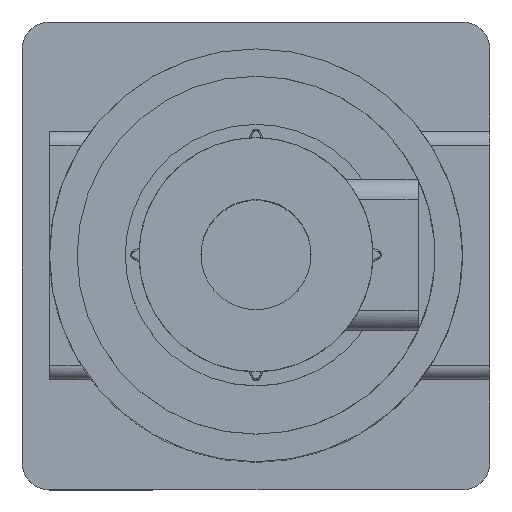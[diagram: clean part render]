
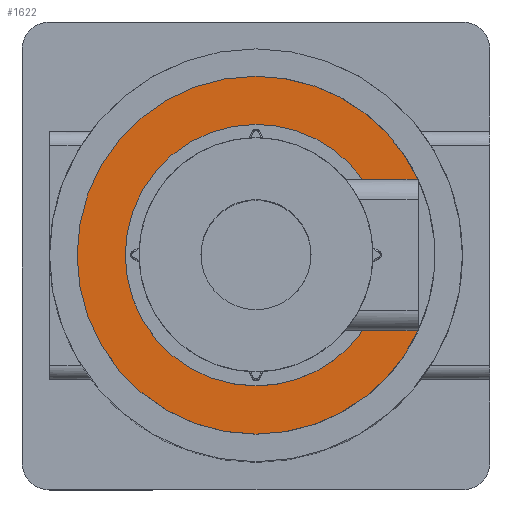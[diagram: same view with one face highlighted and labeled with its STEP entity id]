
A CAD part, top view. The second image highlights one B-rep face of the part: STEP entity #1622.
In plain terms, the highlighted planar face has unit normal (0, 0, 1).
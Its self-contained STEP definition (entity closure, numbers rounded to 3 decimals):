
#36 = EDGE_CURVE ( 'NONE', #1117, #4077, #311, .T. ) ;
#132 = CARTESIAN_POINT ( 'NONE',  ( 0., 0., 350. ) ) ;
#176 = DIRECTION ( 'NONE',  ( 0., 0., 1. ) ) ;
#201 = EDGE_CURVE ( 'NONE', #1739, #604, #3099, .T. ) ;
#264 = DIRECTION ( 'NONE',  ( 0., -1., 0. ) ) ;
#311 = CIRCLE ( 'NONE', #2944, 130. ) ;
#438 = DIRECTION ( 'NONE',  ( 0., 0., 1. ) ) ;
#508 = DIRECTION ( 'NONE',  ( 0., -1., 0. ) ) ;
#604 = VERTEX_POINT ( 'NONE', #1072 ) ;
#614 = DIRECTION ( 'NONE',  ( 0., 0., 1. ) ) ;
#667 = AXIS2_PLACEMENT_3D ( 'NONE', #132, #2555, #3538 ) ;
#793 = VECTOR ( 'NONE', #2049, 1000. ) ;
#825 = VERTEX_POINT ( 'NONE', #2056 ) ;
#1017 = VERTEX_POINT ( 'NONE', #3824 ) ;
#1054 = ORIENTED_EDGE ( 'NONE', *, *, #201, .T. ) ;
#1072 = CARTESIAN_POINT ( 'NONE',  ( 117.792, 55., 350. ) ) ;
#1117 = VERTEX_POINT ( 'NONE', #3571 ) ;
#1138 = LINE ( 'NONE', #2859, #3115 ) ;
#1180 = CIRCLE ( 'NONE', #2035, 95. ) ;
#1191 = CARTESIAN_POINT ( 'NONE',  ( 0., 95., 350. ) ) ;
#1296 = EDGE_CURVE ( 'NONE', #825, #1606, #3596, .T. ) ;
#1404 = DIRECTION ( 'NONE',  ( 0., -1., 0. ) ) ;
#1438 = CARTESIAN_POINT ( 'NONE',  ( 0., 55., 350. ) ) ;
#1444 = CARTESIAN_POINT ( 'NONE',  ( 0., 0., 350. ) ) ;
#1463 = CARTESIAN_POINT ( 'NONE',  ( 0., 0., 350. ) ) ;
#1559 = ORIENTED_EDGE ( 'NONE', *, *, #2790, .T. ) ;
#1560 = CARTESIAN_POINT ( 'NONE',  ( 0., -130., 350. ) ) ;
#1606 = VERTEX_POINT ( 'NONE', #3257 ) ;
#1622 = ADVANCED_FACE ( 'NONE', ( #2312 ), #3322, .T. ) ;
#1636 = ORIENTED_EDGE ( 'NONE', *, *, #36, .T. ) ;
#1739 = VERTEX_POINT ( 'NONE', #2804 ) ;
#1786 = DIRECTION ( 'NONE',  ( 1., 0., 0. ) ) ;
#1788 = ORIENTED_EDGE ( 'NONE', *, *, #1296, .F. ) ;
#1820 = CIRCLE ( 'NONE', #2395, 130. ) ;
#1891 = VERTEX_POINT ( 'NONE', #1191 ) ;
#2035 = AXIS2_PLACEMENT_3D ( 'NONE', #3221, #176, #508 ) ;
#2049 = DIRECTION ( 'NONE',  ( 1., 0., 0. ) ) ;
#2056 = CARTESIAN_POINT ( 'NONE',  ( 0., -95., 350. ) ) ;
#2224 = EDGE_CURVE ( 'NONE', #1739, #1891, #2239, .T. ) ;
#2239 = CIRCLE ( 'NONE', #667, 95. ) ;
#2312 = FACE_OUTER_BOUND ( 'NONE', #3276, .T. ) ;
#2395 = AXIS2_PLACEMENT_3D ( 'NONE', #1444, #438, #1404 ) ;
#2444 = ORIENTED_EDGE ( 'NONE', *, *, #2224, .F. ) ;
#2449 = DIRECTION ( 'NONE',  ( 0., 0., 1. ) ) ;
#2552 = ORIENTED_EDGE ( 'NONE', *, *, #3047, .F. ) ;
#2555 = DIRECTION ( 'NONE',  ( 0., 0., 1. ) ) ;
#2624 = DIRECTION ( 'NONE',  ( 0., -1., 0. ) ) ;
#2790 = EDGE_CURVE ( 'NONE', #604, #1117, #2888, .T. ) ;
#2804 = CARTESIAN_POINT ( 'NONE',  ( 77.46, 55., 350. ) ) ;
#2859 = CARTESIAN_POINT ( 'NONE',  ( 0., -55., 350. ) ) ;
#2888 = CIRCLE ( 'NONE', #3462, 130. ) ;
#2944 = AXIS2_PLACEMENT_3D ( 'NONE', #1463, #2449, #3818 ) ;
#2959 = CARTESIAN_POINT ( 'NONE',  ( 0., 0., 350. ) ) ;
#2996 = EDGE_CURVE ( 'NONE', #1606, #1017, #1138, .T. ) ;
#3047 = EDGE_CURVE ( 'NONE', #1891, #825, #1180, .T. ) ;
#3099 = LINE ( 'NONE', #1438, #793 ) ;
#3115 = VECTOR ( 'NONE', #1786, 1000. ) ;
#3221 = CARTESIAN_POINT ( 'NONE',  ( 0., 0., 350. ) ) ;
#3257 = CARTESIAN_POINT ( 'NONE',  ( 77.46, -55., 350. ) ) ;
#3276 = EDGE_LOOP ( 'NONE', ( #1559, #1636, #3647, #4177, #1788, #2552, #2444, #1054 ) ) ;
#3292 = DIRECTION ( 'NONE',  ( 0., 0., 1. ) ) ;
#3302 = EDGE_CURVE ( 'NONE', #4077, #1017, #1820, .T. ) ;
#3313 = AXIS2_PLACEMENT_3D ( 'NONE', #4082, #614, #264 ) ;
#3322 = PLANE ( 'NONE',  #3954 ) ;
#3462 = AXIS2_PLACEMENT_3D ( 'NONE', #3605, #3292, #2624 ) ;
#3538 = DIRECTION ( 'NONE',  ( 0., -1., 0. ) ) ;
#3571 = CARTESIAN_POINT ( 'NONE',  ( 0., 130., 350. ) ) ;
#3596 = CIRCLE ( 'NONE', #3313, 95. ) ;
#3605 = CARTESIAN_POINT ( 'NONE',  ( 0., 0., 350. ) ) ;
#3647 = ORIENTED_EDGE ( 'NONE', *, *, #3302, .T. ) ;
#3745 = DIRECTION ( 'NONE',  ( 0., -1., 0. ) ) ;
#3818 = DIRECTION ( 'NONE',  ( 0., -1., 0. ) ) ;
#3824 = CARTESIAN_POINT ( 'NONE',  ( 117.792, -55., 350. ) ) ;
#3954 = AXIS2_PLACEMENT_3D ( 'NONE', #2959, #4330, #3745 ) ;
#4077 = VERTEX_POINT ( 'NONE', #1560 ) ;
#4082 = CARTESIAN_POINT ( 'NONE',  ( 0., 0., 350. ) ) ;
#4177 = ORIENTED_EDGE ( 'NONE', *, *, #2996, .F. ) ;
#4330 = DIRECTION ( 'NONE',  ( 0., 0., 1. ) ) ;
